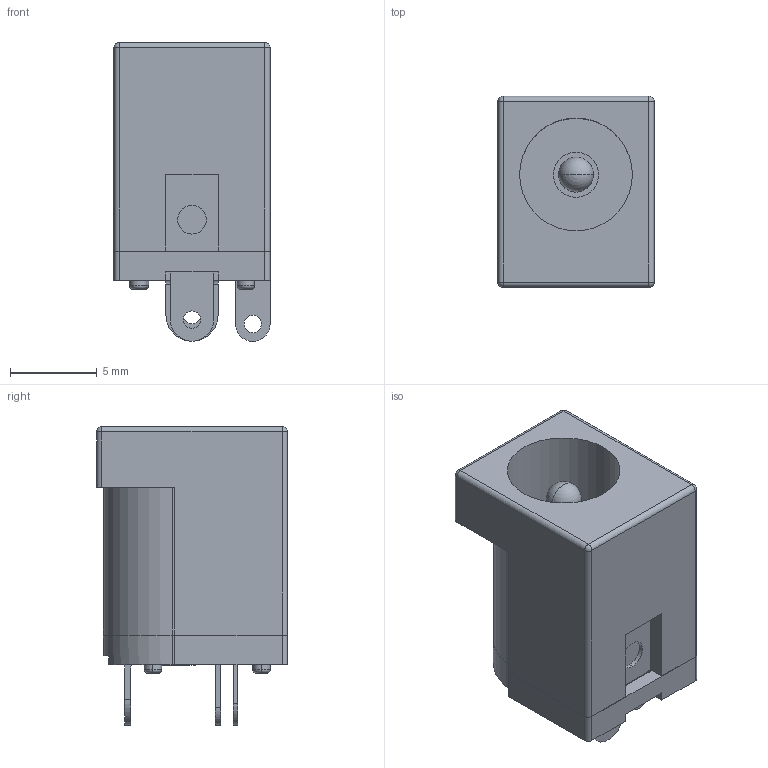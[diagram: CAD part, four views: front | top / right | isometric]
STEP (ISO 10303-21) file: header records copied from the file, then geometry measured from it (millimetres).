
FILE_DESCRIPTION((''),'2;1');
FILE_NAME('PJ-044AH','2015-09-08T',('SYSTEM'),(''),'PRO/ENGINEER BY PARAMETRIC TECHNOLOGY CORPORATION, 2015110','PRO/ENGINEER BY PARAMETRIC TECHNOLOGY CORPORATION, 2015110','');
FILE_SCHEMA(('AUTOMOTIVE_DESIGN { 1 0 10303 214 1 1 1 1 }'));
Length unit declared in the file: millimetre
Products named in the file (1): PJ-044AH
Bounding box: 9 x 11 x 17.2 mm (x, y, z)
Volume: 847.7 mm3; surface area: 1348.3 mm2
Topology: 5 solids, 5 shells, 143 faces, 367 edges, 235 vertices
Faces by surface type: plane 71, cylinder 54, torus 12, sphere 6
Entity records: 5401 total; most frequent: DIRECTION 793, CARTESIAN_POINT 741, ORIENTED_EDGE 722, EDGE_CURVE 361, AXIS2_PLACEMENT_3D 289, VERTEX_POINT 235, VECTOR 215, LINE 215
